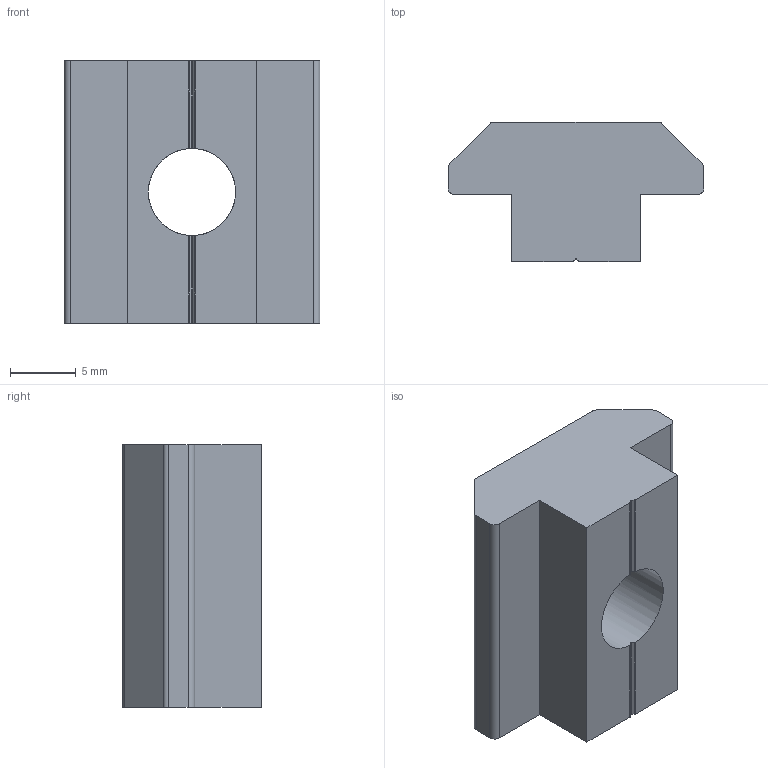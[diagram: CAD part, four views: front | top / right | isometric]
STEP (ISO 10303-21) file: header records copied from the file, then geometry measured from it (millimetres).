
FILE_DESCRIPTION(/* description */ ('CURSORE M8 19.5x20 CAVA10 '),/* implementation_level */ '2;1');
FILE_NAME(/* name */ 'DDDCU0000103.stp',/* time_stamp */ '2019-10-29T16:19:47+01:00',/* author */ ('fzagni'),/* organization */ (''),/* preprocessor_version */ 'ST-DEVELOPER v17.2',/* originating_system */ 'Autodesk Inventor 2019',/* authorisation */ '');
FILE_SCHEMA (('AUTOMOTIVE_DESIGN { 1 0 10303 214 3 1 1 }'));
Length unit declared in the file: millimetre
Products named in the file (1): DDDCU0000103
Bounding box: 19.5 x 10.6 x 20 mm (x, y, z)
Volume: 2556.6 mm3; surface area: 1562.8 mm2
Topology: 1 solids, 1 shells, 30 faces, 88 edges, 59 vertices
Faces by surface type: plane 17, cylinder 13
Full cylindrical faces by diameter (mm): 6.647 x1
Entity records: 1078 total; most frequent: CARTESIAN_POINT 216, ORIENTED_EDGE 176, DIRECTION 171, EDGE_CURVE 88, VERTEX_POINT 59, AXIS2_PLACEMENT_3D 58, LINE 55, VECTOR 55
